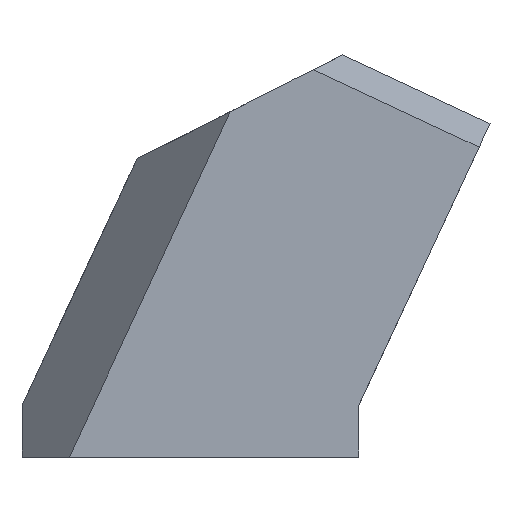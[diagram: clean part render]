
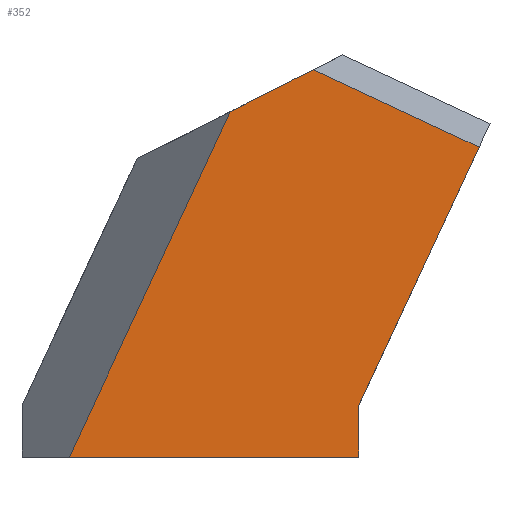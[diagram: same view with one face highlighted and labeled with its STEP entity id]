
A CAD part, front view. The second image highlights one B-rep face of the part: STEP entity #352.
In plain terms, the highlighted planar face has unit normal (0, -1, 0).
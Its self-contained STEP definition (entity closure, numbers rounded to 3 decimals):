
#21=PLANE('',#391);
#44=FACE_OUTER_BOUND('',#65,.T.);
#65=EDGE_LOOP('',(#286,#287,#288,#289,#290,#291));
#97=LINE('',#587,#135);
#101=LINE('',#594,#139);
#103=LINE('',#598,#141);
#104=LINE('',#600,#142);
#105=LINE('',#602,#143);
#106=LINE('',#603,#144);
#135=VECTOR('',#448,10.);
#139=VECTOR('',#454,10.);
#141=VECTOR('',#458,10.);
#142=VECTOR('',#459,10.);
#143=VECTOR('',#460,10.);
#144=VECTOR('',#461,10.);
#181=VERTEX_POINT('',#584);
#182=VERTEX_POINT('',#586);
#184=VERTEX_POINT('',#593);
#185=VERTEX_POINT('',#597);
#186=VERTEX_POINT('',#599);
#187=VERTEX_POINT('',#601);
#218=EDGE_CURVE('',#181,#182,#97,.T.);
#222=EDGE_CURVE('',#182,#184,#101,.T.);
#224=EDGE_CURVE('',#185,#181,#103,.T.);
#225=EDGE_CURVE('',#186,#185,#104,.T.);
#226=EDGE_CURVE('',#186,#187,#105,.T.);
#227=EDGE_CURVE('',#187,#184,#106,.T.);
#286=ORIENTED_EDGE('',*,*,#222,.F.);
#287=ORIENTED_EDGE('',*,*,#218,.F.);
#288=ORIENTED_EDGE('',*,*,#224,.F.);
#289=ORIENTED_EDGE('',*,*,#225,.F.);
#290=ORIENTED_EDGE('',*,*,#226,.T.);
#291=ORIENTED_EDGE('',*,*,#227,.T.);
#352=ADVANCED_FACE('',(#44),#21,.F.);
#391=AXIS2_PLACEMENT_3D('',#596,#456,#457);
#448=DIRECTION('',(0.892,0.,0.452));
#454=DIRECTION('',(0.906,0.,-0.423));
#456=DIRECTION('center_axis',(0.,1.,0.));
#457=DIRECTION('ref_axis',(1.,0.,0.));
#458=DIRECTION('',(0.423,0.,0.906));
#459=DIRECTION('',(-1.,0.,0.));
#460=DIRECTION('',(0.,0.,1.));
#461=DIRECTION('',(0.423,0.,0.906));
#584=CARTESIAN_POINT('',(9.045,0.,28.338));
#586=CARTESIAN_POINT('',(12.243,0.,29.956));
#587=CARTESIAN_POINT('',(8.732,0.,28.179));
#593=CARTESIAN_POINT('',(18.649,0.,26.969));
#594=CARTESIAN_POINT('',(10.355,0.,30.837));
#596=CARTESIAN_POINT('Origin',(10.036,0.,23.927));
#597=CARTESIAN_POINT('',(2.826,0.,15.));
#598=CARTESIAN_POINT('',(5.399,0.,20.519));
#599=CARTESIAN_POINT('',(14.,0.,15.));
#600=CARTESIAN_POINT('',(14.,0.,15.));
#601=CARTESIAN_POINT('',(14.,0.,17.));
#602=CARTESIAN_POINT('',(14.,0.,15.));
#603=CARTESIAN_POINT('',(14.,0.,17.));
